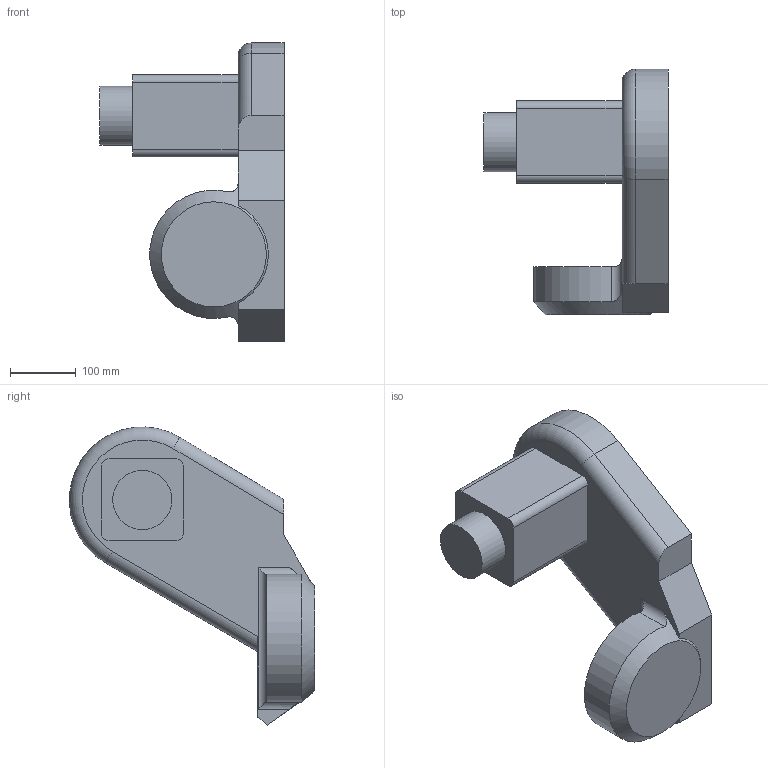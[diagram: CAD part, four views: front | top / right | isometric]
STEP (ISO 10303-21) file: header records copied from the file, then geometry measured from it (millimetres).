
FILE_DESCRIPTION(/* description */ (''),/* implementation_level */ '2;1');
FILE_NAME(/* name */ '1Joint.step',/* time_stamp */ '2021-10-27T13:08:06-06:00',/* author */ (''),/* organization */ (''),/* preprocessor_version */ 'ST-DEVELOPER v18.1',/* originating_system */ 'Autodesk Translation Framework v10.10.0.1391',/* authorisation */ '');
FILE_SCHEMA (('AUTOMOTIVE_DESIGN { 1 0 10303 214 3 1 1 }'));
Length unit declared in the file: millimetre
Products named in the file (1): 1Joint
Bounding box: 280 x 372.84 x 453.27 mm (x, y, z)
Volume: 10423711.3 mm3; surface area: 404088.8 mm2
Topology: 1 solids, 1 shells, 33 faces, 87 edges, 58 vertices
Faces by surface type: plane 19, cylinder 12, torus 1, cone 1
Full cylindrical faces by diameter (mm): 90 x1
Entity records: 1080 total; most frequent: CARTESIAN_POINT 217, DIRECTION 175, ORIENTED_EDGE 174, EDGE_CURVE 87, AXIS2_PLACEMENT_3D 61, VERTEX_POINT 58, LINE 53, VECTOR 53
